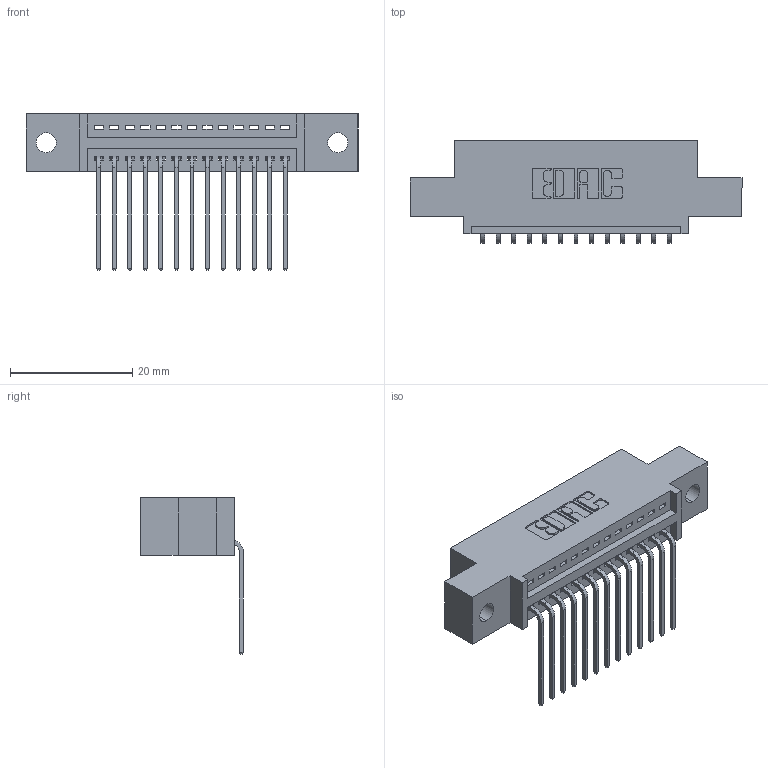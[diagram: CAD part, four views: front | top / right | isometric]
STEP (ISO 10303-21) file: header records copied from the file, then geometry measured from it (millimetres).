
FILE_DESCRIPTION (( 'STEP AP203' ), '1' );
FILE_NAME ('395-013-559-402.STEP', '2019-10-16T03:33:28', ( '' ), ( '' ), 'SwSTEP 2.0', 'SolidWorks 2016', '' );
FILE_SCHEMA (( 'CONFIG_CONTROL_DESIGN' ));
Length unit declared in the file: inch
Products named in the file (3): 345 Part_0.110 Offset - 0.128 Dia; 395-013-559-402; 345-292-001_558 559 Tail - 1
Assembly tree (14 placements, depth 2):
  395-013-559-402
    345 Part_0.110 Offset - 0.128 Dia
    345-292-001_558 559 Tail - 1  x13
Bounding box: 54.23 x 16.75 x 25.53 mm (x, y, z)
Volume: 4846.4 mm3; surface area: 6111.2 mm2
Topology: 14 solids, 14 shells, 910 faces, 2719 edges, 1794 vertices
Faces by surface type: plane 630, cylinder 280
Entity records: 13907 total; most frequent: CARTESIAN_POINT 2419, ORIENTED_EDGE 2366, DIRECTION 2153, EDGE_CURVE 1183, VECTOR 999, LINE 999, VERTEX_POINT 786, AXIS2_PLACEMENT_3D 577
